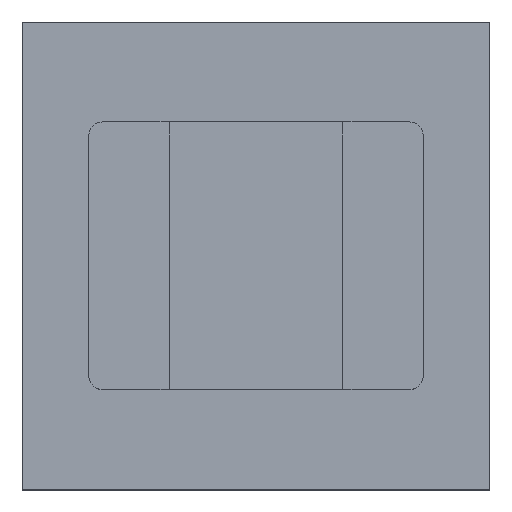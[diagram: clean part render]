
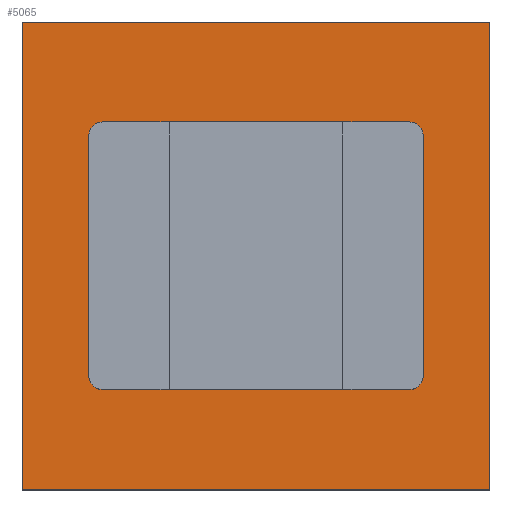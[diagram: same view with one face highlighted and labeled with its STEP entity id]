
A CAD part, top view. The second image highlights one B-rep face of the part: STEP entity #5065.
In plain terms, the highlighted face is planar.
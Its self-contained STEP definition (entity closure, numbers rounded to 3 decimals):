
#4949=DIRECTION('',(0.,0.,1.));
#4950=VECTOR('',#4949,3.5);
#4951=CARTESIAN_POINT('',(-1.75,0.43,-1.75));
#4952=LINE('',#4951,#4950);
#4956=DIRECTION('',(-1.,0.,0.));
#4957=VECTOR('',#4956,3.5);
#4958=CARTESIAN_POINT('',(1.75,0.43,-1.75));
#4959=LINE('',#4958,#4957);
#4963=DIRECTION('',(0.,0.,-1.));
#4964=VECTOR('',#4963,3.5);
#4965=CARTESIAN_POINT('',(1.75,0.43,1.75));
#4966=LINE('',#4965,#4964);
#4970=DIRECTION('',(1.,0.,0.));
#4971=VECTOR('',#4970,3.5);
#4972=CARTESIAN_POINT('',(-1.75,0.43,1.75));
#4973=LINE('',#4972,#4971);
#4999=CARTESIAN_POINT('',(-1.75,0.43,-1.75));
#5000=CARTESIAN_POINT('',(-1.75,0.43,1.75));
#5001=VERTEX_POINT('',#4999);
#5002=VERTEX_POINT('',#5000);
#5003=CARTESIAN_POINT('',(1.75,0.43,1.75));
#5004=VERTEX_POINT('',#5003);
#5005=CARTESIAN_POINT('',(1.75,0.43,-1.75));
#5006=VERTEX_POINT('',#5005);
#5052=CARTESIAN_POINT('',(0.,0.43,0.));
#5053=DIRECTION('',(0.,1.,0.));
#5054=DIRECTION('',(1.,0.,0.));
#5055=AXIS2_PLACEMENT_3D('',#5052,#5053,#5054);
#5056=PLANE('',#5055);
#5057=ORIENTED_EDGE('',*,*,#5045,.F.);
#5058=ORIENTED_EDGE('',*,*,#5016,.F.);
#5060=ORIENTED_EDGE('',*,*,#5059,.F.);
#5062=ORIENTED_EDGE('',*,*,#5061,.F.);
#5063=EDGE_LOOP('',(#5057,#5058,#5060,#5062));
#5064=FACE_OUTER_BOUND('',#5063,.F.);
#5016=EDGE_CURVE('',#5006,#5001,#4959,.T.);
#5045=EDGE_CURVE('',#5001,#5002,#4952,.T.);
#5059=EDGE_CURVE('',#5004,#5006,#4966,.T.);
#5061=EDGE_CURVE('',#5002,#5004,#4973,.T.);
#5065=ADVANCED_FACE('',(#5064),#5056,.T.);
